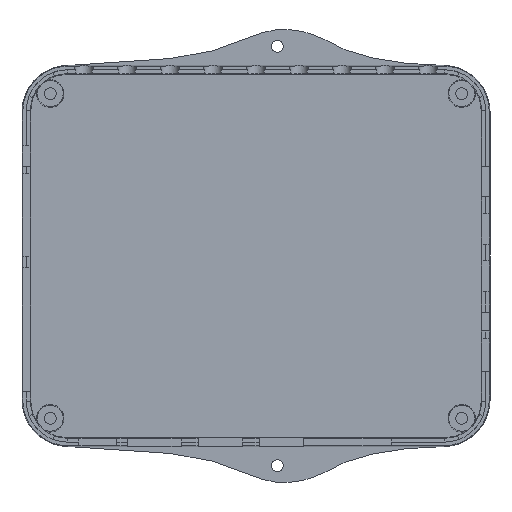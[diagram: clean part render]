
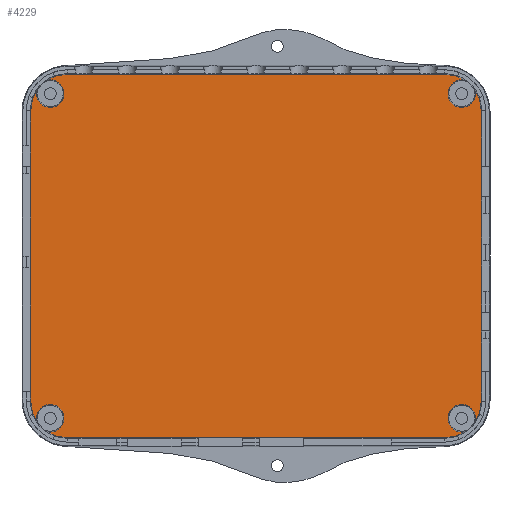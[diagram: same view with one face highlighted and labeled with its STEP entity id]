
A CAD part, top view. The second image highlights one B-rep face of the part: STEP entity #4229.
In plain terms, the highlighted planar face has unit normal (0, 0, 1).
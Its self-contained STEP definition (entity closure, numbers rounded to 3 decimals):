
#82=PLANE('',#4488);
#307=FACE_OUTER_BOUND('',#545,.T.);
#545=EDGE_LOOP('',(#2933,#2934,#2935,#2936,#2937,#2938,#2939,#2940,#2941,
#2942,#2943,#2944,#2945,#2946,#2947,#2948));
#794=LINE('',#6068,#1271);
#795=LINE('',#6076,#1272);
#796=LINE('',#6084,#1273);
#797=LINE('',#6092,#1274);
#1271=VECTOR('',#4866,10.);
#1272=VECTOR('',#4873,10.);
#1273=VECTOR('',#4880,10.);
#1274=VECTOR('',#4887,10.);
#1751=CIRCLE('',#4485,4.064);
#1753=CIRCLE('',#4489,10.791);
#1754=CIRCLE('',#4490,10.791);
#1755=CIRCLE('',#4491,4.064);
#1756=CIRCLE('',#4492,10.791);
#1757=CIRCLE('',#4493,10.791);
#1758=CIRCLE('',#4494,4.064);
#1759=CIRCLE('',#4495,10.791);
#1760=CIRCLE('',#4496,10.791);
#1761=CIRCLE('',#4497,4.064);
#1762=CIRCLE('',#4498,10.791);
#1763=CIRCLE('',#4499,10.791);
#1861=VERTEX_POINT('',#6042);
#1862=VERTEX_POINT('',#6043);
#1865=VERTEX_POINT('',#6065);
#1866=VERTEX_POINT('',#6067);
#1867=VERTEX_POINT('',#6069);
#1868=VERTEX_POINT('',#6071);
#1869=VERTEX_POINT('',#6073);
#1870=VERTEX_POINT('',#6075);
#1871=VERTEX_POINT('',#6077);
#1872=VERTEX_POINT('',#6079);
#1873=VERTEX_POINT('',#6081);
#1874=VERTEX_POINT('',#6083);
#1875=VERTEX_POINT('',#6085);
#1876=VERTEX_POINT('',#6087);
#1877=VERTEX_POINT('',#6089);
#1878=VERTEX_POINT('',#6091);
#2284=EDGE_CURVE('',#1861,#1862,#1751,.T.);
#2286=EDGE_CURVE('',#1862,#1865,#1753,.T.);
#2287=EDGE_CURVE('',#1865,#1866,#794,.T.);
#2288=EDGE_CURVE('',#1866,#1867,#1754,.T.);
#2289=EDGE_CURVE('',#1867,#1868,#1755,.T.);
#2290=EDGE_CURVE('',#1868,#1869,#1756,.T.);
#2291=EDGE_CURVE('',#1869,#1870,#795,.T.);
#2292=EDGE_CURVE('',#1870,#1871,#1757,.T.);
#2293=EDGE_CURVE('',#1871,#1872,#1758,.T.);
#2294=EDGE_CURVE('',#1872,#1873,#1759,.T.);
#2295=EDGE_CURVE('',#1873,#1874,#796,.T.);
#2296=EDGE_CURVE('',#1874,#1875,#1760,.T.);
#2297=EDGE_CURVE('',#1875,#1876,#1761,.T.);
#2298=EDGE_CURVE('',#1876,#1877,#1762,.T.);
#2299=EDGE_CURVE('',#1877,#1878,#797,.T.);
#2300=EDGE_CURVE('',#1878,#1861,#1763,.T.);
#2933=ORIENTED_EDGE('',*,*,#2284,.T.);
#2934=ORIENTED_EDGE('',*,*,#2286,.T.);
#2935=ORIENTED_EDGE('',*,*,#2287,.T.);
#2936=ORIENTED_EDGE('',*,*,#2288,.T.);
#2937=ORIENTED_EDGE('',*,*,#2289,.T.);
#2938=ORIENTED_EDGE('',*,*,#2290,.T.);
#2939=ORIENTED_EDGE('',*,*,#2291,.T.);
#2940=ORIENTED_EDGE('',*,*,#2292,.T.);
#2941=ORIENTED_EDGE('',*,*,#2293,.T.);
#2942=ORIENTED_EDGE('',*,*,#2294,.T.);
#2943=ORIENTED_EDGE('',*,*,#2295,.T.);
#2944=ORIENTED_EDGE('',*,*,#2296,.T.);
#2945=ORIENTED_EDGE('',*,*,#2297,.T.);
#2946=ORIENTED_EDGE('',*,*,#2298,.T.);
#2947=ORIENTED_EDGE('',*,*,#2299,.T.);
#2948=ORIENTED_EDGE('',*,*,#2300,.T.);
#4229=ADVANCED_FACE('',(#307),#82,.F.);
#4485=AXIS2_PLACEMENT_3D('',#6061,#4856,#4857);
#4488=AXIS2_PLACEMENT_3D('',#6064,#4862,#4863);
#4489=AXIS2_PLACEMENT_3D('',#6066,#4864,#4865);
#4490=AXIS2_PLACEMENT_3D('',#6070,#4867,#4868);
#4491=AXIS2_PLACEMENT_3D('',#6072,#4869,#4870);
#4492=AXIS2_PLACEMENT_3D('',#6074,#4871,#4872);
#4493=AXIS2_PLACEMENT_3D('',#6078,#4874,#4875);
#4494=AXIS2_PLACEMENT_3D('',#6080,#4876,#4877);
#4495=AXIS2_PLACEMENT_3D('',#6082,#4878,#4879);
#4496=AXIS2_PLACEMENT_3D('',#6086,#4881,#4882);
#4497=AXIS2_PLACEMENT_3D('',#6088,#4883,#4884);
#4498=AXIS2_PLACEMENT_3D('',#6090,#4885,#4886);
#4499=AXIS2_PLACEMENT_3D('',#6093,#4888,#4889);
#4856=DIRECTION('center_axis',(0.,0.,
-1.));
#4857=DIRECTION('ref_axis',(-1.,0.,0.));
#4862=DIRECTION('center_axis',(0.,0.,
-1.));
#4863=DIRECTION('ref_axis',(-1.,0.,0.));
#4864=DIRECTION('center_axis',(0.,0.,1.));
#4865=DIRECTION('ref_axis',(0.,1.,0.));
#4866=DIRECTION('',(0.,-1.,0.));
#4867=DIRECTION('center_axis',(0.,0.,1.));
#4868=DIRECTION('ref_axis',(-1.,0.,0.));
#4869=DIRECTION('center_axis',(0.,0.,
-1.));
#4870=DIRECTION('ref_axis',(-1.,0.,0.));
#4871=DIRECTION('center_axis',(0.,0.,1.));
#4872=DIRECTION('ref_axis',(-1.,0.,0.));
#4873=DIRECTION('',(1.,0.,0.));
#4874=DIRECTION('center_axis',(0.,0.,1.));
#4875=DIRECTION('ref_axis',(0.,-1.,0.));
#4876=DIRECTION('center_axis',(0.,0.,
-1.));
#4877=DIRECTION('ref_axis',(-1.,0.,0.));
#4878=DIRECTION('center_axis',(0.,0.,1.));
#4879=DIRECTION('ref_axis',(0.,-1.,0.));
#4880=DIRECTION('',(0.,1.,0.));
#4881=DIRECTION('center_axis',(0.,0.,1.));
#4882=DIRECTION('ref_axis',(1.,0.,0.));
#4883=DIRECTION('center_axis',(0.,0.,
-1.));
#4884=DIRECTION('ref_axis',(-1.,0.,0.));
#4885=DIRECTION('center_axis',(0.,0.,1.));
#4886=DIRECTION('ref_axis',(1.,0.,0.));
#4887=DIRECTION('',(-1.,0.,0.));
#4888=DIRECTION('center_axis',(0.,0.,1.));
#4889=DIRECTION('ref_axis',(0.,1.,0.));
#6042=CARTESIAN_POINT('',(4.097,104.824,-12.));
#6043=CARTESIAN_POINT('',(0.978,101.71,-12.));
#6061=CARTESIAN_POINT('Origin',(4.95,100.85,-12.));
#6064=CARTESIAN_POINT('Origin',(65.723,52.896,-12.));
#6065=CARTESIAN_POINT('',(-0.791,95.791,-12.));
#6066=CARTESIAN_POINT('Origin',(10.,95.791,-12.));
#6067=CARTESIAN_POINT('',(-0.791,10.,-12.));
#6068=CARTESIAN_POINT('',(-0.791,74.343,-12.));
#6069=CARTESIAN_POINT('',(0.981,4.076,-12.));
#6070=CARTESIAN_POINT('Origin',(10.,10.,-12.));
#6071=CARTESIAN_POINT('',(4.076,0.981,-12.));
#6072=CARTESIAN_POINT('Origin',(4.95,4.95,-12.));
#6073=CARTESIAN_POINT('',(10.,-0.791,-12.));
#6074=CARTESIAN_POINT('Origin',(10.,10.,-12.));
#6075=CARTESIAN_POINT('',(121.445,-0.791,-12.));
#6076=CARTESIAN_POINT('',(37.861,-0.791,-12.));
#6077=CARTESIAN_POINT('',(127.371,0.982,-12.));
#6078=CARTESIAN_POINT('Origin',(121.445,10.,-12.));
#6079=CARTESIAN_POINT('',(130.457,4.065,-12.));
#6080=CARTESIAN_POINT('Origin',(126.49,4.95,-12.));
#6081=CARTESIAN_POINT('',(132.236,10.,-12.));
#6082=CARTESIAN_POINT('Origin',(121.445,10.,-12.));
#6083=CARTESIAN_POINT('',(132.236,95.791,-12.));
#6084=CARTESIAN_POINT('',(132.236,31.448,-12.));
#6085=CARTESIAN_POINT('',(130.46,101.722,-12.));
#6086=CARTESIAN_POINT('Origin',(121.445,95.791,-12.));
#6087=CARTESIAN_POINT('',(127.351,104.822,-12.));
#6088=CARTESIAN_POINT('Origin',(126.49,100.85,-12.));
#6089=CARTESIAN_POINT('',(121.445,106.582,-12.));
#6090=CARTESIAN_POINT('Origin',(121.445,95.791,-12.));
#6091=CARTESIAN_POINT('',(10.,106.582,-12.));
#6092=CARTESIAN_POINT('',(93.584,106.582,-12.));
#6093=CARTESIAN_POINT('Origin',(10.,95.791,-12.));
